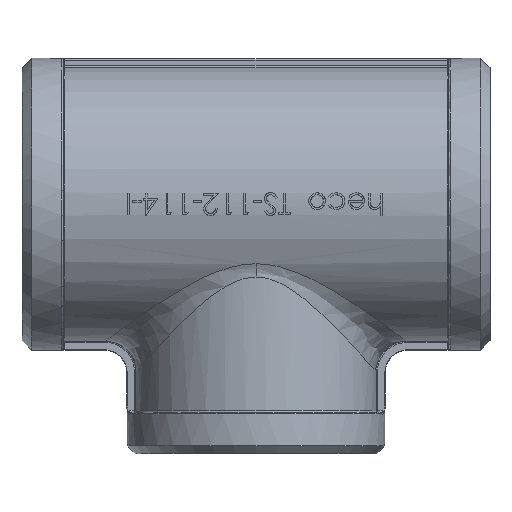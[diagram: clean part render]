
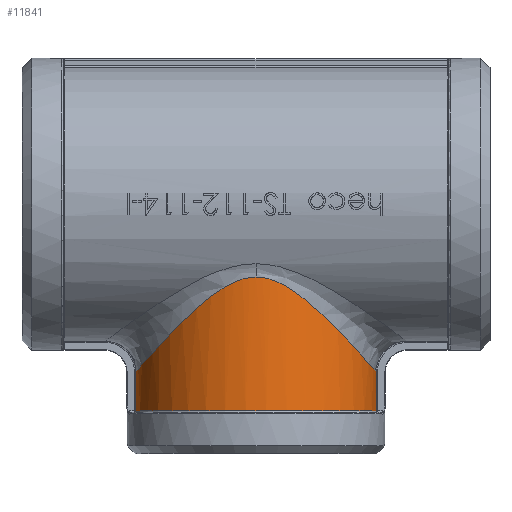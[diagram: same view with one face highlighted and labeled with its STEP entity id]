
A CAD part, top view. The second image highlights one B-rep face of the part: STEP entity #11841.
In plain terms, the highlighted cylindrical face has radius 23.5 mm (diameter 47 mm), a partial arc.
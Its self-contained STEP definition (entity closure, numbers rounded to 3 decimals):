
#598 = DIRECTION ( 'NONE',  ( 0., -1., 0. ) ) ;
#600 = CARTESIAN_POINT ( 'NONE',  ( 23.337, -21.75, 2.765 ) ) ;
#711 = CARTESIAN_POINT ( 'NONE',  ( 0., -40.2, 0. ) ) ;
#713 = DIRECTION ( 'NONE',  ( 0., -1., 0. ) ) ;
#715 = DIRECTION ( 'NONE',  ( 0., 0., 1. ) ) ;
#3152 = FACE_OUTER_BOUND ( 'NONE', #12982, .T. ) ;
#3190 = CYLINDRICAL_SURFACE ( 'NONE', #20995, 23.5 ) ;
#8119 = VECTOR ( 'NONE', #598, 1000. ) ;
#8124 = LINE ( 'NONE', #600, #8119 ) ;
#9978 = DIRECTION ( 'NONE',  ( 1., 0., 0. ) ) ;
#9979 = DIRECTION ( 'NONE',  ( 0., 1., 0. ) ) ;
#11322 = CARTESIAN_POINT ( 'NONE',  ( 0., -21.75, 0. ) ) ;
#11390 = CIRCLE ( 'NONE', #12646, 23.5 ) ;
#11841 = ADVANCED_FACE ( 'NONE', ( #3152 ), #3190, .T. ) ;
#12245 = B_SPLINE_CURVE_WITH_KNOTS ( 'NONE', 3,
 ( #14858, #14815, #13985, #14332, #14533, #14242, #15005, #14512, #14067, #13905 ),
 .UNSPECIFIED., .F., .F.,
 ( 4, 1, 1, 1, 1, 1, 1, 4 ),
 ( 0., 0.072, 0.143, 0.286, 0.429, 0.716, 0.859, 1. ),
 .UNSPECIFIED. ) ;
#12366 = B_SPLINE_CURVE_WITH_KNOTS ( 'NONE', 3,
 ( #17588, #17673, #17995, #17045, #17651, #17109, #17514, #18055, #17017 ),
 .UNSPECIFIED., .F., .F.,
 ( 4, 1, 1, 1, 1, 1, 4 ),
 ( 0., 0.141, 0.428, 0.714, 0.857, 0.928, 1. ),
 .UNSPECIFIED. ) ;
#12646 = AXIS2_PLACEMENT_3D ( 'NONE', #711, #713, #715 ) ;
#12716 = VERTEX_POINT ( 'NONE', #21641 ) ;
#12892 = VERTEX_POINT ( 'NONE', #22076 ) ;
#12982 = EDGE_LOOP ( 'NONE', ( #13247, #13586, #20742, #20844, #20815 ) ) ;
#13247 = ORIENTED_EDGE ( 'NONE', *, *, #15349, .F. ) ;
#13279 = VERTEX_POINT ( 'NONE', #21859 ) ;
#13379 = VERTEX_POINT ( 'NONE', #21893 ) ;
#13437 = VERTEX_POINT ( 'NONE', #21911 ) ;
#13586 = ORIENTED_EDGE ( 'NONE', *, *, #16710, .F. ) ;
#13905 = CARTESIAN_POINT ( 'NONE',  ( 23.337, -32.566, 2.765 ) ) ;
#13985 = CARTESIAN_POINT ( 'NONE',  ( 2.685, -14.498, 23.396 ) ) ;
#14067 = CARTESIAN_POINT ( 'NONE',  ( 23.13, -32.332, 4.512 ) ) ;
#14242 = CARTESIAN_POINT ( 'NONE',  ( 15.031, -23.485, 18.498 ) ) ;
#14332 = CARTESIAN_POINT ( 'NONE',  ( 6.047, -15.939, 22.814 ) ) ;
#14512 = CARTESIAN_POINT ( 'NONE',  ( 22.321, -31.415, 7.938 ) ) ;
#14533 = CARTESIAN_POINT ( 'NONE',  ( 9.787, -18.66, 21.529 ) ) ;
#14634 = DIRECTION ( 'NONE',  ( 0., 1., 0. ) ) ;
#14722 = CARTESIAN_POINT ( 'NONE',  ( -23.337, -21.75, 2.765 ) ) ;
#14815 = CARTESIAN_POINT ( 'NONE',  ( 0.895, -14.224, 23.5 ) ) ;
#14858 = CARTESIAN_POINT ( 'NONE',  ( 0., -14.224, 23.5 ) ) ;
#15005 = CARTESIAN_POINT ( 'NONE',  ( 19.378, -28.157, 13.981 ) ) ;
#15349 = EDGE_CURVE ( 'NONE', #13379, #12716, #8124, .T. ) ;
#16117 = EDGE_CURVE ( 'NONE', #13279, #12892, #12366, .T. ) ;
#16463 = EDGE_CURVE ( 'NONE', #12716, #13437, #11390, .T. ) ;
#16677 = EDGE_CURVE ( 'NONE', #13437, #13279, #20872, .T. ) ;
#16710 = EDGE_CURVE ( 'NONE', #12892, #13379, #12245, .T. ) ;
#17017 = CARTESIAN_POINT ( 'NONE',  ( 0., -14.224, 23.5 ) ) ;
#17045 = CARTESIAN_POINT ( 'NONE',  ( -17.443, -26.02, 16.636 ) ) ;
#17109 = CARTESIAN_POINT ( 'NONE',  ( -6.052, -15.934, 22.816 ) ) ;
#17514 = CARTESIAN_POINT ( 'NONE',  ( -2.683, -14.499, 23.395 ) ) ;
#17588 = CARTESIAN_POINT ( 'NONE',  ( -23.337, -32.566, 2.765 ) ) ;
#17651 = CARTESIAN_POINT ( 'NONE',  ( -11.263, -19.767, 21.008 ) ) ;
#17673 = CARTESIAN_POINT ( 'NONE',  ( -23.13, -32.332, 4.512 ) ) ;
#17995 = CARTESIAN_POINT ( 'NONE',  ( -21.905, -30.942, 9.681 ) ) ;
#18055 = CARTESIAN_POINT ( 'NONE',  ( -0.896, -14.224, 23.5 ) ) ;
#20742 = ORIENTED_EDGE ( 'NONE', *, *, #16117, .F. ) ;
#20815 = ORIENTED_EDGE ( 'NONE', *, *, #16463, .F. ) ;
#20844 = ORIENTED_EDGE ( 'NONE', *, *, #16677, .F. ) ;
#20872 = LINE ( 'NONE', #14722, #20886 ) ;
#20886 = VECTOR ( 'NONE', #14634, 1000. ) ;
#20995 = AXIS2_PLACEMENT_3D ( 'NONE', #11322, #9979, #9978 ) ;
#21641 = CARTESIAN_POINT ( 'NONE',  ( 23.337, -40.2, 2.765 ) ) ;
#21859 = CARTESIAN_POINT ( 'NONE',  ( -23.337, -32.566, 2.765 ) ) ;
#21893 = CARTESIAN_POINT ( 'NONE',  ( 23.337, -32.566, 2.765 ) ) ;
#21911 = CARTESIAN_POINT ( 'NONE',  ( -23.337, -40.2, 2.765 ) ) ;
#22076 = CARTESIAN_POINT ( 'NONE',  ( 0., -14.224, 23.5 ) ) ;
